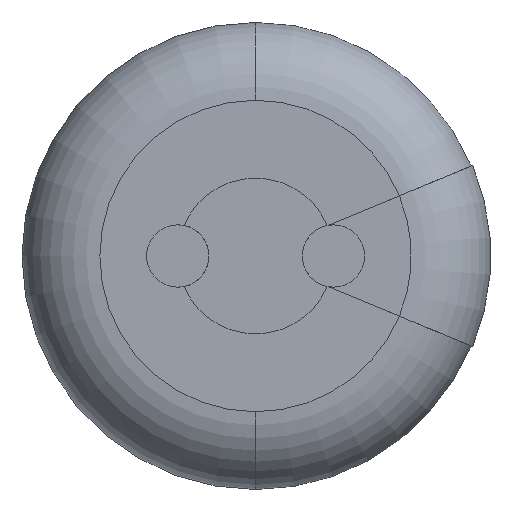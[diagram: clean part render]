
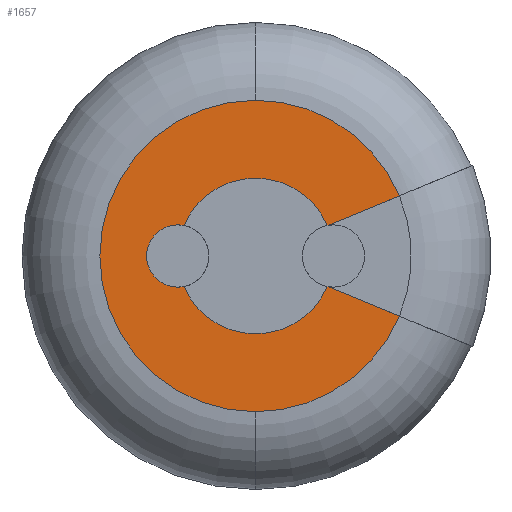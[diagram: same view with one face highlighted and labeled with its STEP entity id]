
A CAD part, front view. The second image highlights one B-rep face of the part: STEP entity #1657.
In plain terms, the highlighted planar face has unit normal (0, -1, 0).
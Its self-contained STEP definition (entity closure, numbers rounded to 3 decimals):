
#20 = CARTESIAN_POINT ( 'NONE',  ( -0.5, 0., 0. ) ) ;
#62 = DIRECTION ( 'NONE',  ( -0.924, 0., -0.383 ) ) ;
#70 = AXIS2_PLACEMENT_3D ( 'NONE', #1478, #293, #459 ) ;
#74 = EDGE_CURVE ( 'NONE', #1085, #1049, #185, .T. ) ;
#79 = VERTEX_POINT ( 'NONE', #913 ) ;
#93 = PLANE ( 'NONE',  #70 ) ;
#104 = EDGE_CURVE ( 'NONE', #1268, #2203, #707, .T. ) ;
#106 = DIRECTION ( 'NONE',  ( 0., 0., -1. ) ) ;
#130 = CARTESIAN_POINT ( 'NONE',  ( 0., 0., 0. ) ) ;
#139 = VERTEX_POINT ( 'NONE', #1170 ) ;
#183 = DIRECTION ( 'NONE',  ( 0., 1., 0. ) ) ;
#185 = CIRCLE ( 'NONE', #1515, 0.2 ) ;
#188 = CIRCLE ( 'NONE', #264, 0.5 ) ;
#241 = ORIENTED_EDGE ( 'NONE', *, *, #104, .T. ) ;
#260 = ORIENTED_EDGE ( 'NONE', *, *, #2120, .T. ) ;
#264 = AXIS2_PLACEMENT_3D ( 'NONE', #2200, #1322, #1874 ) ;
#272 = CARTESIAN_POINT ( 'NONE',  ( 0.852, 0., 0.357 ) ) ;
#285 = DIRECTION ( 'NONE',  ( 0., 0., -1. ) ) ;
#293 = DIRECTION ( 'NONE',  ( 0., -1., 0. ) ) ;
#335 = CIRCLE ( 'NONE', #1985, 0.2 ) ;
#361 = DIRECTION ( 'NONE',  ( 0., 1., 0. ) ) ;
#378 = CIRCLE ( 'NONE', #2142, 0.2 ) ;
#381 = CIRCLE ( 'NONE', #1075, 0.5 ) ;
#384 = VECTOR ( 'NONE', #585, 1000. ) ;
#430 = LINE ( 'NONE', #272, #1352 ) ;
#455 = VERTEX_POINT ( 'NONE', #2101 ) ;
#456 = DIRECTION ( 'NONE',  ( 0., -1., 0. ) ) ;
#459 = DIRECTION ( 'NONE',  ( 0., 0., -1. ) ) ;
#465 = DIRECTION ( 'NONE',  ( 0., -1., 0. ) ) ;
#510 = DIRECTION ( 'NONE',  ( 0., 0., -1. ) ) ;
#553 = EDGE_CURVE ( 'NONE', #1869, #982, #1704, .T. ) ;
#556 = DIRECTION ( 'NONE',  ( 0., 1., 0. ) ) ;
#570 = EDGE_CURVE ( 'NONE', #1646, #1869, #335, .T. ) ;
#583 = DIRECTION ( 'NONE',  ( 0., 0., -1. ) ) ;
#585 = DIRECTION ( 'NONE',  ( -0.924, 0., 0.383 ) ) ;
#594 = CARTESIAN_POINT ( 'NONE',  ( 0.852, 0., -0.357 ) ) ;
#606 = AXIS2_PLACEMENT_3D ( 'NONE', #2194, #678, #510 ) ;
#632 = DIRECTION ( 'NONE',  ( 0., 0., -1. ) ) ;
#665 = DIRECTION ( 'NONE',  ( 0., 1., 0. ) ) ;
#668 = ORIENTED_EDGE ( 'NONE', *, *, #553, .T. ) ;
#669 = CARTESIAN_POINT ( 'NONE',  ( -0.5, 0., 0.2 ) ) ;
#678 = DIRECTION ( 'NONE',  ( 0., -1., 0. ) ) ;
#707 = CIRCLE ( 'NONE', #2019, 1. ) ;
#726 = EDGE_CURVE ( 'NONE', #139, #455, #378, .T. ) ;
#743 = DIRECTION ( 'NONE',  ( 0., -1., 0. ) ) ;
#776 = CARTESIAN_POINT ( 'NONE',  ( 0.922, 0., 0.386 ) ) ;
#810 = ORIENTED_EDGE ( 'NONE', *, *, #1011, .F. ) ;
#817 = CIRCLE ( 'NONE', #1886, 0.2 ) ;
#819 = EDGE_CURVE ( 'NONE', #2014, #1646, #817, .T. ) ;
#823 = CARTESIAN_POINT ( 'NONE',  ( 0., 0., 1. ) ) ;
#837 = ORIENTED_EDGE ( 'NONE', *, *, #819, .T. ) ;
#867 = VERTEX_POINT ( 'NONE', #776 ) ;
#908 = CARTESIAN_POINT ( 'NONE',  ( 0.922, 0., -0.386 ) ) ;
#913 = CARTESIAN_POINT ( 'NONE',  ( 0., 0., -0.5 ) ) ;
#962 = AXIS2_PLACEMENT_3D ( 'NONE', #2003, #465, #285 ) ;
#982 = VERTEX_POINT ( 'NONE', #2050 ) ;
#986 = FACE_OUTER_BOUND ( 'NONE', #2172, .T. ) ;
#1011 = EDGE_CURVE ( 'NONE', #2014, #79, #1638, .T. ) ;
#1019 = CARTESIAN_POINT ( 'NONE',  ( -0.5, 0., -0.2 ) ) ;
#1032 = CARTESIAN_POINT ( 'NONE',  ( 0.5, 0., 0. ) ) ;
#1046 = DIRECTION ( 'NONE',  ( 0., 1., 0. ) ) ;
#1049 = VERTEX_POINT ( 'NONE', #1920 ) ;
#1071 = CARTESIAN_POINT ( 'NONE',  ( -0.5, 0., 0. ) ) ;
#1075 = AXIS2_PLACEMENT_3D ( 'NONE', #2204, #456, #1862 ) ;
#1085 = VERTEX_POINT ( 'NONE', #1601 ) ;
#1099 = ORIENTED_EDGE ( 'NONE', *, *, #1199, .T. ) ;
#1112 = ORIENTED_EDGE ( 'NONE', *, *, #726, .T. ) ;
#1164 = ORIENTED_EDGE ( 'NONE', *, *, #1891, .F. ) ;
#1170 = CARTESIAN_POINT ( 'NONE',  ( 0.46, 0., 0.196 ) ) ;
#1189 = EDGE_CURVE ( 'NONE', #867, #455, #430, .T. ) ;
#1199 = EDGE_CURVE ( 'NONE', #2006, #1085, #2168, .T. ) ;
#1257 = DIRECTION ( 'NONE',  ( 0., 0., -1. ) ) ;
#1268 = VERTEX_POINT ( 'NONE', #823 ) ;
#1293 = ORIENTED_EDGE ( 'NONE', *, *, #570, .T. ) ;
#1305 = EDGE_CURVE ( 'NONE', #139, #982, #188, .T. ) ;
#1315 = AXIS2_PLACEMENT_3D ( 'NONE', #130, #2189, #106 ) ;
#1322 = DIRECTION ( 'NONE',  ( 0., -1., 0. ) ) ;
#1352 = VECTOR ( 'NONE', #62, 1000. ) ;
#1402 = DIRECTION ( 'NONE',  ( 0., 0., -1. ) ) ;
#1459 = ORIENTED_EDGE ( 'NONE', *, *, #1305, .F. ) ;
#1462 = CIRCLE ( 'NONE', #962, 1. ) ;
#1478 = CARTESIAN_POINT ( 'NONE',  ( 1., 0., 0. ) ) ;
#1497 = ORIENTED_EDGE ( 'NONE', *, *, #1189, .F. ) ;
#1515 = AXIS2_PLACEMENT_3D ( 'NONE', #1032, #556, #1257 ) ;
#1555 = AXIS2_PLACEMENT_3D ( 'NONE', #1071, #1046, #1402 ) ;
#1601 = CARTESIAN_POINT ( 'NONE',  ( 0.466, 0., -0.197 ) ) ;
#1638 = CIRCLE ( 'NONE', #606, 0.5 ) ;
#1646 = VERTEX_POINT ( 'NONE', #1019 ) ;
#1657 = ADVANCED_FACE ( 'NONE', ( #986 ), #93, .T. ) ;
#1660 = EDGE_CURVE ( 'NONE', #867, #1268, #1914, .T. ) ;
#1704 = CIRCLE ( 'NONE', #1555, 0.2 ) ;
#1726 = DIRECTION ( 'NONE',  ( 0., 0., -1. ) ) ;
#1736 = ORIENTED_EDGE ( 'NONE', *, *, #74, .T. ) ;
#1753 = CARTESIAN_POINT ( 'NONE',  ( -0.46, 0., -0.196 ) ) ;
#1768 = CARTESIAN_POINT ( 'NONE',  ( 0., 0., 0. ) ) ;
#1862 = DIRECTION ( 'NONE',  ( 0., 0., -1. ) ) ;
#1869 = VERTEX_POINT ( 'NONE', #669 ) ;
#1874 = DIRECTION ( 'NONE',  ( 0., 0., -1. ) ) ;
#1886 = AXIS2_PLACEMENT_3D ( 'NONE', #20, #361, #1726 ) ;
#1890 = DIRECTION ( 'NONE',  ( 0., 0., -1. ) ) ;
#1891 = EDGE_CURVE ( 'NONE', #79, #1049, #381, .T. ) ;
#1914 = CIRCLE ( 'NONE', #1315, 1. ) ;
#1920 = CARTESIAN_POINT ( 'NONE',  ( 0.46, 0., -0.196 ) ) ;
#1975 = ORIENTED_EDGE ( 'NONE', *, *, #1660, .T. ) ;
#1985 = AXIS2_PLACEMENT_3D ( 'NONE', #2049, #183, #1890 ) ;
#2003 = CARTESIAN_POINT ( 'NONE',  ( 0., 0., 0. ) ) ;
#2006 = VERTEX_POINT ( 'NONE', #908 ) ;
#2014 = VERTEX_POINT ( 'NONE', #1753 ) ;
#2019 = AXIS2_PLACEMENT_3D ( 'NONE', #1768, #743, #583 ) ;
#2049 = CARTESIAN_POINT ( 'NONE',  ( -0.5, 0., 0. ) ) ;
#2050 = CARTESIAN_POINT ( 'NONE',  ( -0.46, 0., 0.196 ) ) ;
#2051 = CARTESIAN_POINT ( 'NONE',  ( 0., 0., -1. ) ) ;
#2101 = CARTESIAN_POINT ( 'NONE',  ( 0.466, 0., 0.197 ) ) ;
#2120 = EDGE_CURVE ( 'NONE', #2203, #2006, #1462, .T. ) ;
#2142 = AXIS2_PLACEMENT_3D ( 'NONE', #2167, #665, #632 ) ;
#2167 = CARTESIAN_POINT ( 'NONE',  ( 0.5, 0., 0. ) ) ;
#2168 = LINE ( 'NONE', #594, #384 ) ;
#2172 = EDGE_LOOP ( 'NONE', ( #1497, #1975, #241, #260, #1099, #1736, #1164, #810, #837, #1293, #668, #1459, #1112 ) ) ;
#2189 = DIRECTION ( 'NONE',  ( 0., -1., 0. ) ) ;
#2194 = CARTESIAN_POINT ( 'NONE',  ( 0., 0., 0. ) ) ;
#2200 = CARTESIAN_POINT ( 'NONE',  ( 0., 0., 0. ) ) ;
#2203 = VERTEX_POINT ( 'NONE', #2051 ) ;
#2204 = CARTESIAN_POINT ( 'NONE',  ( 0., 0., 0. ) ) ;
